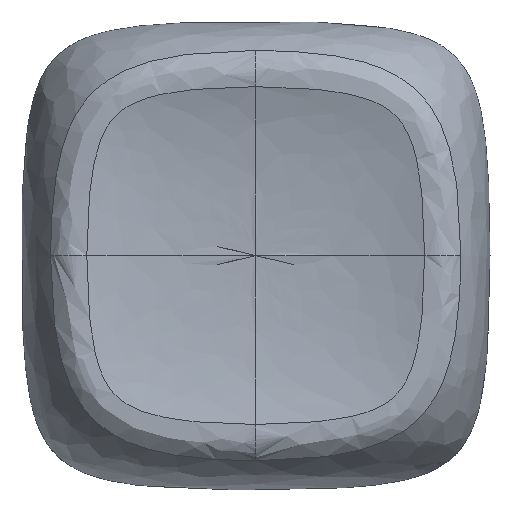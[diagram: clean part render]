
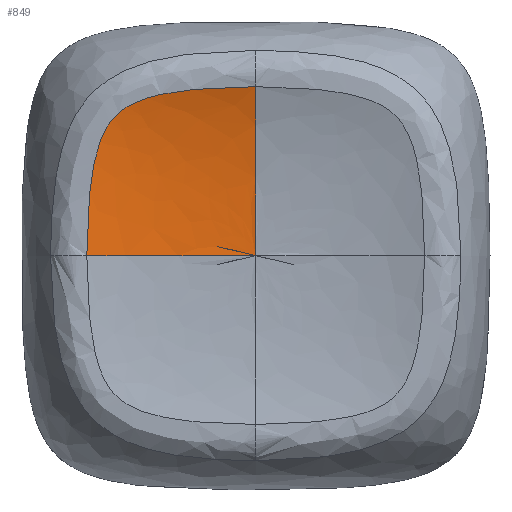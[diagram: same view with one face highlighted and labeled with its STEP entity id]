
A CAD part, top view. The second image highlights one B-rep face of the part: STEP entity #849.
In plain terms, the highlighted free-form (B-spline) face has degree [3, 3] with [7, 5] control points.
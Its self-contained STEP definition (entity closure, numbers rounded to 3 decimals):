
#15=(
BOUNDED_CURVE()
B_SPLINE_CURVE(5,(#11874,#11875,#11876,#11877,#11878,#11879,#11880,#11881,
#11882,#11883),.UNSPECIFIED.,.F.,.F.)
B_SPLINE_CURVE_WITH_KNOTS((6,1,1,1,1,6),(0.176,0.2,0.4,0.6,
0.8,1.),.UNSPECIFIED.)
CURVE()
GEOMETRIC_REPRESENTATION_ITEM()
RATIONAL_B_SPLINE_CURVE((1.,1.,1.,1.,1.,1.,1.,1.,1.,1.))
REPRESENTATION_ITEM('')
);
#17=(
BOUNDED_CURVE()
B_SPLINE_CURVE(5,(#11929,#11930,#11931,#11932,#11933,#11934,#11935,#11936,
#11937,#11938),.UNSPECIFIED.,.F.,.F.)
B_SPLINE_CURVE_WITH_KNOTS((6,1,1,1,1,6),(0.176,0.2,0.4,0.6,
0.8,1.),.UNSPECIFIED.)
CURVE()
GEOMETRIC_REPRESENTATION_ITEM()
RATIONAL_B_SPLINE_CURVE((1.,1.,1.,1.,1.,1.,1.,1.,1.,1.))
REPRESENTATION_ITEM('')
);
#30=B_SPLINE_SURFACE_WITH_KNOTS('',3,3,((#11894,#11895,#11896,#11897,#11898),
(#11899,#11900,#11901,#11902,#11903),(#11904,#11905,#11906,#11907,#11908),
(#11909,#11910,#11911,#11912,#11913),(#11914,#11915,#11916,#11917,#11918),
(#11919,#11920,#11921,#11922,#11923),(#11924,#11925,#11926,#11927,#11928)),
 .UNSPECIFIED.,.F.,.F.,.F.,(4,1,1,1,4),(4,1,4),(0.,0.286,0.571,
0.857,1.),(0.131,0.503,1.),
 .UNSPECIFIED.);
#46=B_SPLINE_CURVE_WITH_KNOTS('',3,(#11303,#11304,#11305,#11306,#11307,
#11308,#11309,#11310,#11311,#11312,#11313,#11314,#11315,#11316),
 .UNSPECIFIED.,.F.,.F.,(4,1,1,1,1,1,1,1,1,1,1,4),(0.,0.167,
0.335,0.419,0.46,0.502,
0.586,0.67,0.753,0.837,
1.005,1.172),.UNSPECIFIED.);
#132=FACE_OUTER_BOUND('',#189,.T.);
#189=EDGE_LOOP('',(#764,#765,#766));
#405=VERTEX_POINT('',#11283);
#408=VERTEX_POINT('',#11301);
#414=VERTEX_POINT('',#11873);
#520=EDGE_CURVE('',#408,#405,#46,.T.);
#531=EDGE_CURVE('',#405,#414,#15,.T.);
#533=EDGE_CURVE('',#408,#414,#17,.T.);
#764=ORIENTED_EDGE('',*,*,#520,.F.);
#765=ORIENTED_EDGE('',*,*,#533,.T.);
#766=ORIENTED_EDGE('',*,*,#531,.F.);
#849=ADVANCED_FACE('',(#132),#30,.F.);
#11283=CARTESIAN_POINT('',(0.,6.484,5.536));
#11301=CARTESIAN_POINT('',(-6.484,0.,5.536));
#11303=CARTESIAN_POINT('Ctrl Pts',(-6.484,0.,
5.536));
#11304=CARTESIAN_POINT('Ctrl Pts',(-6.484,0.548,5.536));
#11305=CARTESIAN_POINT('Ctrl Pts',(-6.455,1.644,5.54));
#11306=CARTESIAN_POINT('Ctrl Pts',(-6.326,2.997,5.555));
#11307=CARTESIAN_POINT('Ctrl Pts',(-6.134,3.907,5.574));
#11308=CARTESIAN_POINT('Ctrl Pts',(-5.972,4.402,5.585));
#11309=CARTESIAN_POINT('Ctrl Pts',(-5.767,4.875,5.596));
#11310=CARTESIAN_POINT('Ctrl Pts',(-5.402,5.402,5.605));
#11311=CARTESIAN_POINT('Ctrl Pts',(-4.77,5.839,5.594));
#11312=CARTESIAN_POINT('Ctrl Pts',(-4.036,6.105,5.576));
#11313=CARTESIAN_POINT('Ctrl Pts',(-2.998,6.327,5.555));
#11314=CARTESIAN_POINT('Ctrl Pts',(-1.644,6.455,5.54));
#11315=CARTESIAN_POINT('Ctrl Pts',(-0.548,6.484,
5.536));
#11316=CARTESIAN_POINT('Ctrl Pts',(0.,6.484,
5.536));
#11873=CARTESIAN_POINT('',(0.,0.,4.8));
#11874=CARTESIAN_POINT('Ctrl Pts',(0.,6.484,
5.536));
#11875=CARTESIAN_POINT('Ctrl Pts',(0.,6.462,
5.529));
#11876=CARTESIAN_POINT('Ctrl Pts',(0.,6.25,
5.465));
#11877=CARTESIAN_POINT('Ctrl Pts',(0.,5.83,
5.347));
#11878=CARTESIAN_POINT('Ctrl Pts',(0.,5.151,
5.184));
#11879=CARTESIAN_POINT('Ctrl Pts',(0.,4.1,
4.995));
#11880=CARTESIAN_POINT('Ctrl Pts',(0.,2.767,
4.864));
#11881=CARTESIAN_POINT('Ctrl Pts',(0.,1.503,4.812));
#11882=CARTESIAN_POINT('Ctrl Pts',(0.,0.524,
4.8));
#11883=CARTESIAN_POINT('Ctrl Pts',(0.,0.,
4.8));
#11894=CARTESIAN_POINT('Ctrl Pts',(-6.694,0.,
5.603));
#11895=CARTESIAN_POINT('Ctrl Pts',(-6.134,0.,
5.42));
#11896=CARTESIAN_POINT('Ctrl Pts',(-4.651,0.,
5.024));
#11897=CARTESIAN_POINT('Ctrl Pts',(-2.168,0.,
4.8));
#11898=CARTESIAN_POINT('Ctrl Pts',(0.,0.,
4.8));
#11899=CARTESIAN_POINT('Ctrl Pts',(-6.694,1.287,5.603));
#11900=CARTESIAN_POINT('Ctrl Pts',(-6.134,1.143,5.42));
#11901=CARTESIAN_POINT('Ctrl Pts',(-4.652,0.791,
5.024));
#11902=CARTESIAN_POINT('Ctrl Pts',(-2.168,0.33,
4.8));
#11903=CARTESIAN_POINT('Ctrl Pts',(0.,0.,
4.8));
#11904=CARTESIAN_POINT('Ctrl Pts',(-6.505,3.862,5.603));
#11905=CARTESIAN_POINT('Ctrl Pts',(-5.939,3.47,5.42));
#11906=CARTESIAN_POINT('Ctrl Pts',(-4.42,2.401,5.024));
#11907=CARTESIAN_POINT('Ctrl Pts',(-2.003,0.967,
4.8));
#11908=CARTESIAN_POINT('Ctrl Pts',(0.,0.,
4.8));
#11909=CARTESIAN_POINT('Ctrl Pts',(-5.165,6.015,5.603));
#11910=CARTESIAN_POINT('Ctrl Pts',(-4.671,5.467,5.42));
#11911=CARTESIAN_POINT('Ctrl Pts',(-3.307,3.972,5.024));
#11912=CARTESIAN_POINT('Ctrl Pts',(-1.38,1.731,4.8));
#11913=CARTESIAN_POINT('Ctrl Pts',(0.,0.,
4.8));
#11914=CARTESIAN_POINT('Ctrl Pts',(-2.613,6.614,5.603));
#11915=CARTESIAN_POINT('Ctrl Pts',(-2.337,6.052,5.42));
#11916=CARTESIAN_POINT('Ctrl Pts',(-1.61,4.56,5.024));
#11917=CARTESIAN_POINT('Ctrl Pts',(-0.651,2.106,4.8));
#11918=CARTESIAN_POINT('Ctrl Pts',(0.,0.,
4.8));
#11919=CARTESIAN_POINT('Ctrl Pts',(-0.644,6.694,5.603));
#11920=CARTESIAN_POINT('Ctrl Pts',(-0.573,6.134,
5.42));
#11921=CARTESIAN_POINT('Ctrl Pts',(-0.397,4.651,
5.024));
#11922=CARTESIAN_POINT('Ctrl Pts',(-0.165,2.168,
4.8));
#11923=CARTESIAN_POINT('Ctrl Pts',(0.,0.,
4.8));
#11924=CARTESIAN_POINT('Ctrl Pts',(0.,6.694,
5.603));
#11925=CARTESIAN_POINT('Ctrl Pts',(0.,6.134,
5.42));
#11926=CARTESIAN_POINT('Ctrl Pts',(0.,4.651,
5.024));
#11927=CARTESIAN_POINT('Ctrl Pts',(0.,2.168,
4.8));
#11928=CARTESIAN_POINT('Ctrl Pts',(0.,0.,
4.8));
#11929=CARTESIAN_POINT('Ctrl Pts',(-6.484,0.,
5.536));
#11930=CARTESIAN_POINT('Ctrl Pts',(-6.462,0.,
5.529));
#11931=CARTESIAN_POINT('Ctrl Pts',(-6.25,0.,
5.465));
#11932=CARTESIAN_POINT('Ctrl Pts',(-5.83,0.,
5.347));
#11933=CARTESIAN_POINT('Ctrl Pts',(-5.151,0.,
5.184));
#11934=CARTESIAN_POINT('Ctrl Pts',(-4.1,0.,
4.995));
#11935=CARTESIAN_POINT('Ctrl Pts',(-2.767,0.,
4.864));
#11936=CARTESIAN_POINT('Ctrl Pts',(-1.503,0.,
4.812));
#11937=CARTESIAN_POINT('Ctrl Pts',(-0.524,0.,
4.8));
#11938=CARTESIAN_POINT('Ctrl Pts',(0.,0.,
4.8));
